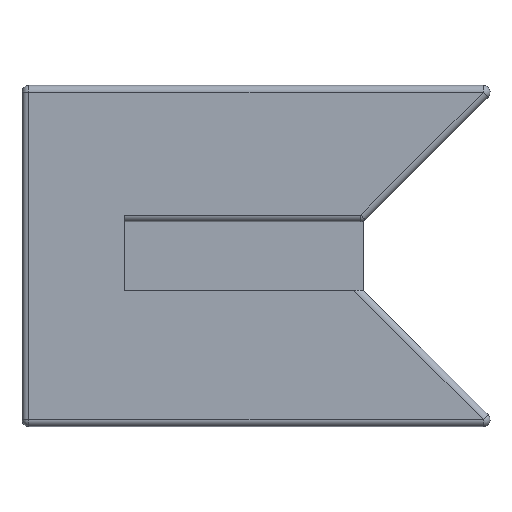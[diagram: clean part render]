
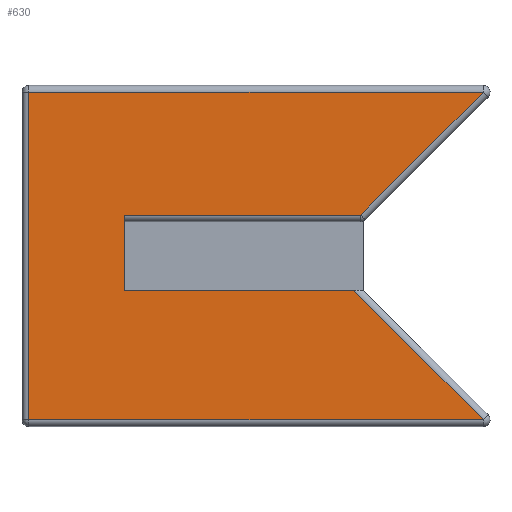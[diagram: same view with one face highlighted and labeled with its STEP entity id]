
A CAD part, front view. The second image highlights one B-rep face of the part: STEP entity #630.
In plain terms, the highlighted planar face has unit normal (0, -1, 0).
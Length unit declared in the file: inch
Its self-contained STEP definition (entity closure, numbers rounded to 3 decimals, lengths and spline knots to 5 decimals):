
#25=PLANE('',#725);
#30=LINE('',#932,#78);
#33=LINE('',#950,#81);
#37=LINE('',#966,#85);
#45=LINE('',#1005,#93);
#47=LINE('',#1008,#95);
#63=LINE('',#1053,#111);
#68=LINE('',#1065,#116);
#77=LINE('',#1086,#125);
#78=VECTOR('',#738,0.3937);
#81=VECTOR('',#757,0.3937);
#85=VECTOR('',#775,0.3937);
#93=VECTOR('',#819,0.3937);
#95=VECTOR('',#823,0.3937);
#111=VECTOR('',#879,0.3937);
#116=VECTOR('',#890,0.3937);
#125=VECTOR('',#917,0.3937);
#182=FACE_OUTER_BOUND('',#221,.T.);
#221=EDGE_LOOP('',(#535,#536,#537,#538,#539,#540,#541,#542));
#254=VERTEX_POINT('',#927);
#255=VERTEX_POINT('',#931);
#258=VERTEX_POINT('',#939);
#261=VERTEX_POINT('',#946);
#267=VERTEX_POINT('',#961);
#277=VERTEX_POINT('',#993);
#280=VERTEX_POINT('',#1000);
#293=VERTEX_POINT('',#1063);
#300=EDGE_CURVE('',#255,#254,#30,.T.);
#309=EDGE_CURVE('',#258,#261,#33,.T.);
#317=EDGE_CURVE('',#254,#267,#37,.T.);
#336=EDGE_CURVE('',#267,#280,#45,.T.);
#338=EDGE_CURVE('',#280,#277,#47,.T.);
#363=EDGE_CURVE('',#277,#258,#63,.T.);
#369=EDGE_CURVE('',#255,#293,#68,.T.);
#378=EDGE_CURVE('',#293,#261,#77,.T.);
#535=ORIENTED_EDGE('',*,*,#300,.F.);
#536=ORIENTED_EDGE('',*,*,#369,.T.);
#537=ORIENTED_EDGE('',*,*,#378,.T.);
#538=ORIENTED_EDGE('',*,*,#309,.F.);
#539=ORIENTED_EDGE('',*,*,#363,.F.);
#540=ORIENTED_EDGE('',*,*,#338,.F.);
#541=ORIENTED_EDGE('',*,*,#336,.F.);
#542=ORIENTED_EDGE('',*,*,#317,.F.);
#630=ADVANCED_FACE('',(#182),#25,.F.);
#725=AXIS2_PLACEMENT_3D('',#1088,#920,#921);
#738=DIRECTION('',(0.707,0.,-0.707));
#757=DIRECTION('',(-1.,0.,0.));
#775=DIRECTION('',(-1.,0.,0.));
#819=DIRECTION('',(0.,0.,1.));
#823=DIRECTION('',(1.,0.,0.));
#879=DIRECTION('',(-0.707,0.,-0.707));
#890=DIRECTION('',(-1.,0.,0.));
#917=DIRECTION('',(0.,0.,1.));
#920=DIRECTION('center_axis',(0.,1.,0.));
#921=DIRECTION('ref_axis',(0.,0.,1.));
#927=CARTESIAN_POINT('',(16.76606,0.,-9.44882));
#931=CARTESIAN_POINT('',(9.28574,0.,-1.9685));
#932=CARTESIAN_POINT('',(7.59563,0.,-0.27839));
#939=CARTESIAN_POINT('',(9.67944,0.,2.3622));
#946=CARTESIAN_POINT('',(-3.93701,0.,2.3622));
#950=CARTESIAN_POINT('',(6.88976,0.,2.3622));
#961=CARTESIAN_POINT('',(-9.44882,0.,-9.44882));
#966=CARTESIAN_POINT('',(10.82677,0.,-9.44882));
#993=CARTESIAN_POINT('',(16.76606,0.,9.44882));
#1000=CARTESIAN_POINT('',(-9.44882,0.,9.44882));
#1005=CARTESIAN_POINT('',(-9.44882,0.,-4.92126));
#1008=CARTESIAN_POINT('',(-2.95276,0.,9.44882));
#1053=CARTESIAN_POINT('',(11.53264,0.,4.2154));
#1063=CARTESIAN_POINT('',(-3.93701,0.,-1.9685));
#1065=CARTESIAN_POINT('',(6.88976,0.,-1.9685));
#1086=CARTESIAN_POINT('',(-3.93701,0.,0.));
#1088=CARTESIAN_POINT('Origin',(3.93701,0.,0.));
